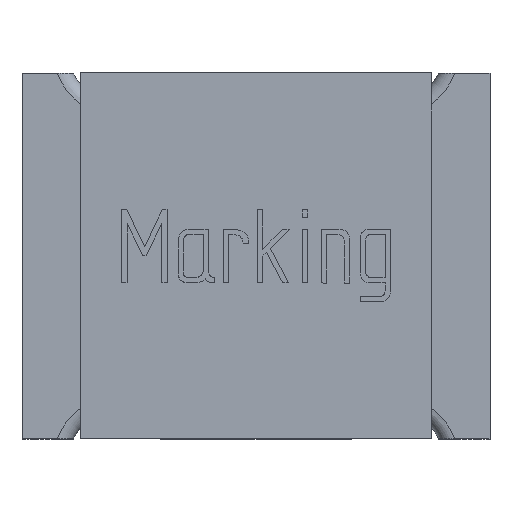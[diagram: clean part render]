
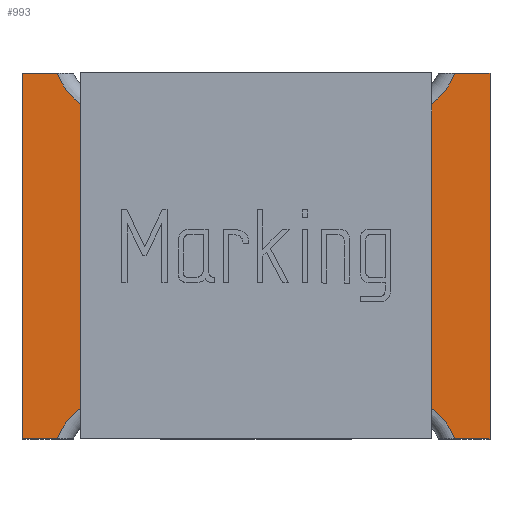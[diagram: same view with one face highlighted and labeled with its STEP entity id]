
A CAD part, top view. The second image highlights one B-rep face of the part: STEP entity #993.
In plain terms, the highlighted planar face has unit normal (0, 0, 1).
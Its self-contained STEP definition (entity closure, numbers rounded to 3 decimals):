
#478 = VERTEX_POINT('',#479);
#479 = CARTESIAN_POINT('',(-1.358,-1.25,0.));
#498 = EDGE_CURVE('',#499,#478,#501,.T.);
#499 = VERTEX_POINT('',#500);
#500 = CARTESIAN_POINT('',(-1.6,-1.25,0.));
#501 = LINE('',#502,#503);
#502 = CARTESIAN_POINT('',(-1.6,-1.25,0.));
#503 = VECTOR('',#504,1.);
#504 = DIRECTION('',(1.,0.,0.));
#714 = VERTEX_POINT('',#715);
#715 = CARTESIAN_POINT('',(-1.6,1.25,0.));
#723 = EDGE_CURVE('',#714,#499,#724,.T.);
#724 = LINE('',#725,#726);
#725 = CARTESIAN_POINT('',(-1.6,1.25,0.));
#726 = VECTOR('',#727,1.);
#727 = DIRECTION('',(0.,-1.,0.));
#761 = EDGE_CURVE('',#762,#714,#764,.T.);
#762 = VERTEX_POINT('',#763);
#763 = CARTESIAN_POINT('',(-1.358,1.25,0.));
#764 = LINE('',#765,#766);
#765 = CARTESIAN_POINT('',(1.6,1.25,0.));
#766 = VECTOR('',#767,1.);
#767 = DIRECTION('',(-1.,0.,0.));
#962 = VERTEX_POINT('',#963);
#963 = CARTESIAN_POINT('',(-0.542,-1.25,0.));
#982 = EDGE_CURVE('',#962,#478,#983,.T.);
#983 = CIRCLE('',#984,0.432);
#984 = AXIS2_PLACEMENT_3D('',#985,#986,#987);
#985 = CARTESIAN_POINT('',(-0.95,-1.392,0.));
#986 = DIRECTION('',(0.,0.,1.));
#987 = DIRECTION('',(1.,0.,-0.));
#993 = ADVANCED_FACE('',(#994,#1065),#1135,.T.);
#994 = FACE_BOUND('',#995,.T.);
#995 = EDGE_LOOP('',(#996,#1006,#1013,#1014,#1015,#1016,#1017,#1025,
    #1034,#1042,#1050,#1058));
#996 = ORIENTED_EDGE('',*,*,#997,.T.);
#997 = EDGE_CURVE('',#998,#1000,#1002,.T.);
#998 = VERTEX_POINT('',#999);
#999 = CARTESIAN_POINT('',(0.542,1.25,0.));
#1000 = VERTEX_POINT('',#1001);
#1001 = CARTESIAN_POINT('',(-0.542,1.25,0.));
#1002 = LINE('',#1003,#1004);
#1003 = CARTESIAN_POINT('',(1.6,1.25,0.));
#1004 = VECTOR('',#1005,1.);
#1005 = DIRECTION('',(-1.,0.,0.));
#1006 = ORIENTED_EDGE('',*,*,#1007,.F.);
#1007 = EDGE_CURVE('',#762,#1000,#1008,.T.);
#1008 = CIRCLE('',#1009,0.432);
#1009 = AXIS2_PLACEMENT_3D('',#1010,#1011,#1012);
#1010 = CARTESIAN_POINT('',(-0.95,1.392,0.));
#1011 = DIRECTION('',(0.,0.,1.));
#1012 = DIRECTION('',(1.,0.,-0.));
#1013 = ORIENTED_EDGE('',*,*,#761,.T.);
#1014 = ORIENTED_EDGE('',*,*,#723,.T.);
#1015 = ORIENTED_EDGE('',*,*,#498,.T.);
#1016 = ORIENTED_EDGE('',*,*,#982,.F.);
#1017 = ORIENTED_EDGE('',*,*,#1018,.T.);
#1018 = EDGE_CURVE('',#962,#1019,#1021,.T.);
#1019 = VERTEX_POINT('',#1020);
#1020 = CARTESIAN_POINT('',(0.542,-1.25,0.));
#1021 = LINE('',#1022,#1023);
#1022 = CARTESIAN_POINT('',(-1.6,-1.25,0.));
#1023 = VECTOR('',#1024,1.);
#1024 = DIRECTION('',(1.,0.,0.));
#1025 = ORIENTED_EDGE('',*,*,#1026,.F.);
#1026 = EDGE_CURVE('',#1027,#1019,#1029,.T.);
#1027 = VERTEX_POINT('',#1028);
#1028 = CARTESIAN_POINT('',(1.358,-1.25,0.));
#1029 = CIRCLE('',#1030,0.432);
#1030 = AXIS2_PLACEMENT_3D('',#1031,#1032,#1033);
#1031 = CARTESIAN_POINT('',(0.95,-1.392,0.));
#1032 = DIRECTION('',(0.,0.,1.));
#1033 = DIRECTION('',(1.,0.,-0.));
#1034 = ORIENTED_EDGE('',*,*,#1035,.T.);
#1035 = EDGE_CURVE('',#1027,#1036,#1038,.T.);
#1036 = VERTEX_POINT('',#1037);
#1037 = CARTESIAN_POINT('',(1.6,-1.25,0.));
#1038 = LINE('',#1039,#1040);
#1039 = CARTESIAN_POINT('',(-1.6,-1.25,0.));
#1040 = VECTOR('',#1041,1.);
#1041 = DIRECTION('',(1.,0.,0.));
#1042 = ORIENTED_EDGE('',*,*,#1043,.T.);
#1043 = EDGE_CURVE('',#1036,#1044,#1046,.T.);
#1044 = VERTEX_POINT('',#1045);
#1045 = CARTESIAN_POINT('',(1.6,1.25,0.));
#1046 = LINE('',#1047,#1048);
#1047 = CARTESIAN_POINT('',(1.6,-1.25,0.));
#1048 = VECTOR('',#1049,1.);
#1049 = DIRECTION('',(0.,1.,0.));
#1050 = ORIENTED_EDGE('',*,*,#1051,.T.);
#1051 = EDGE_CURVE('',#1044,#1052,#1054,.T.);
#1052 = VERTEX_POINT('',#1053);
#1053 = CARTESIAN_POINT('',(1.358,1.25,0.));
#1054 = LINE('',#1055,#1056);
#1055 = CARTESIAN_POINT('',(1.6,1.25,0.));
#1056 = VECTOR('',#1057,1.);
#1057 = DIRECTION('',(-1.,0.,0.));
#1058 = ORIENTED_EDGE('',*,*,#1059,.F.);
#1059 = EDGE_CURVE('',#998,#1052,#1060,.T.);
#1060 = CIRCLE('',#1061,0.432);
#1061 = AXIS2_PLACEMENT_3D('',#1062,#1063,#1064);
#1062 = CARTESIAN_POINT('',(0.95,1.392,0.));
#1063 = DIRECTION('',(0.,0.,1.));
#1064 = DIRECTION('',(1.,0.,-0.));
#1065 = FACE_BOUND('',#1066,.T.);
#1066 = EDGE_LOOP('',(#1067,#1077,#1086,#1094,#1103,#1111,#1120,#1128));
#1067 = ORIENTED_EDGE('',*,*,#1068,.F.);
#1068 = EDGE_CURVE('',#1069,#1071,#1073,.T.);
#1069 = VERTEX_POINT('',#1070);
#1070 = CARTESIAN_POINT('',(0.55,-0.5,0.));
#1071 = VERTEX_POINT('',#1072);
#1072 = CARTESIAN_POINT('',(0.55,0.5,0.));
#1073 = LINE('',#1074,#1075);
#1074 = CARTESIAN_POINT('',(0.55,-0.55,0.));
#1075 = VECTOR('',#1076,1.);
#1076 = DIRECTION('',(0.,1.,0.));
#1077 = ORIENTED_EDGE('',*,*,#1078,.F.);
#1078 = EDGE_CURVE('',#1079,#1069,#1081,.T.);
#1079 = VERTEX_POINT('',#1080);
#1080 = CARTESIAN_POINT('',(0.5,-0.55,0.));
#1081 = CIRCLE('',#1082,0.05);
#1082 = AXIS2_PLACEMENT_3D('',#1083,#1084,#1085);
#1083 = CARTESIAN_POINT('',(0.5,-0.5,0.));
#1084 = DIRECTION('',(0.,0.,1.));
#1085 = DIRECTION('',(1.,0.,-0.));
#1086 = ORIENTED_EDGE('',*,*,#1087,.F.);
#1087 = EDGE_CURVE('',#1088,#1079,#1090,.T.);
#1088 = VERTEX_POINT('',#1089);
#1089 = CARTESIAN_POINT('',(-0.5,-0.55,0.));
#1090 = LINE('',#1091,#1092);
#1091 = CARTESIAN_POINT('',(-0.55,-0.55,0.));
#1092 = VECTOR('',#1093,1.);
#1093 = DIRECTION('',(1.,0.,0.));
#1094 = ORIENTED_EDGE('',*,*,#1095,.F.);
#1095 = EDGE_CURVE('',#1096,#1088,#1098,.T.);
#1096 = VERTEX_POINT('',#1097);
#1097 = CARTESIAN_POINT('',(-0.55,-0.5,0.));
#1098 = CIRCLE('',#1099,0.05);
#1099 = AXIS2_PLACEMENT_3D('',#1100,#1101,#1102);
#1100 = CARTESIAN_POINT('',(-0.5,-0.5,0.));
#1101 = DIRECTION('',(0.,0.,1.));
#1102 = DIRECTION('',(1.,0.,-0.));
#1103 = ORIENTED_EDGE('',*,*,#1104,.F.);
#1104 = EDGE_CURVE('',#1105,#1096,#1107,.T.);
#1105 = VERTEX_POINT('',#1106);
#1106 = CARTESIAN_POINT('',(-0.55,0.5,0.));
#1107 = LINE('',#1108,#1109);
#1108 = CARTESIAN_POINT('',(-0.55,0.55,0.));
#1109 = VECTOR('',#1110,1.);
#1110 = DIRECTION('',(0.,-1.,0.));
#1111 = ORIENTED_EDGE('',*,*,#1112,.F.);
#1112 = EDGE_CURVE('',#1113,#1105,#1115,.T.);
#1113 = VERTEX_POINT('',#1114);
#1114 = CARTESIAN_POINT('',(-0.5,0.55,0.));
#1115 = CIRCLE('',#1116,0.05);
#1116 = AXIS2_PLACEMENT_3D('',#1117,#1118,#1119);
#1117 = CARTESIAN_POINT('',(-0.5,0.5,0.));
#1118 = DIRECTION('',(0.,0.,1.));
#1119 = DIRECTION('',(1.,0.,-0.));
#1120 = ORIENTED_EDGE('',*,*,#1121,.F.);
#1121 = EDGE_CURVE('',#1122,#1113,#1124,.T.);
#1122 = VERTEX_POINT('',#1123);
#1123 = CARTESIAN_POINT('',(0.5,0.55,0.));
#1124 = LINE('',#1125,#1126);
#1125 = CARTESIAN_POINT('',(0.55,0.55,0.));
#1126 = VECTOR('',#1127,1.);
#1127 = DIRECTION('',(-1.,0.,0.));
#1128 = ORIENTED_EDGE('',*,*,#1129,.F.);
#1129 = EDGE_CURVE('',#1071,#1122,#1130,.T.);
#1130 = CIRCLE('',#1131,0.05);
#1131 = AXIS2_PLACEMENT_3D('',#1132,#1133,#1134);
#1132 = CARTESIAN_POINT('',(0.5,0.5,0.));
#1133 = DIRECTION('',(0.,0.,1.));
#1134 = DIRECTION('',(1.,0.,-0.));
#1135 = PLANE('',#1136);
#1136 = AXIS2_PLACEMENT_3D('',#1137,#1138,#1139);
#1137 = CARTESIAN_POINT('',(-1.6,-1.25,0.));
#1138 = DIRECTION('',(0.,0.,1.));
#1139 = DIRECTION('',(1.,0.,-0.));
